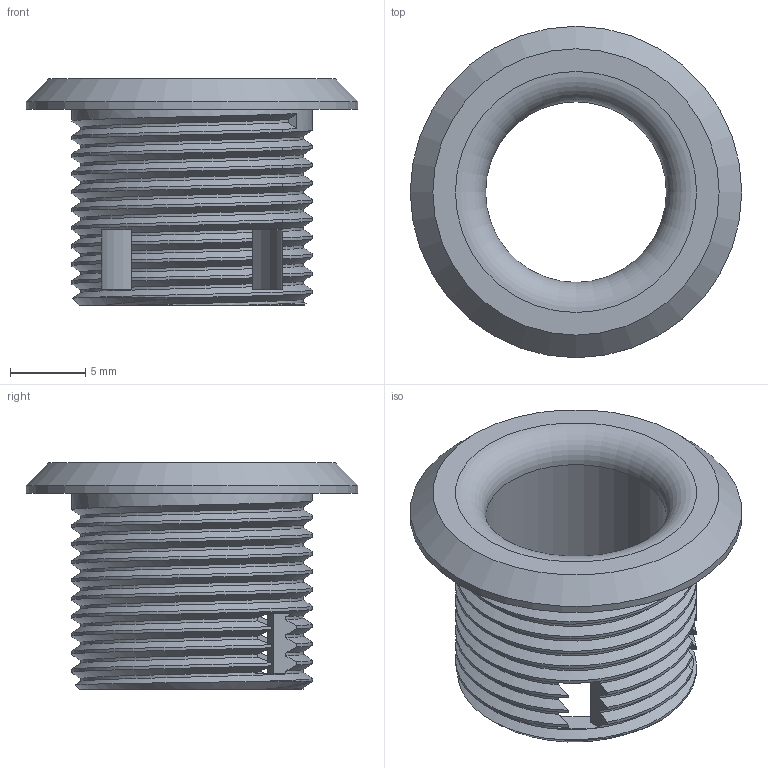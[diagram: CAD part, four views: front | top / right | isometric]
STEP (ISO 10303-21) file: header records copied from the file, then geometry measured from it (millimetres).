
FILE_DESCRIPTION(/* description */ ('STEP AP214'),/* implementation_level */ '2;1');
FILE_NAME(/* name */ '603a47c983511015a261f127',/* time_stamp */ '2021-02-27T13:23:22+00:00',/* author */ (''),/* organization */ (''),/* preprocessor_version */ 'ST-DEVELOPER v18.1',/* originating_system */ ' ',/* authorisation */ ' ');
FILE_SCHEMA (('AUTOMOTIVE_DESIGN {1 0 10303 214 3 1 1}'));
Length unit declared in the file: metre
Products named in the file (1): colar
Bounding box: 22 x 22 x 15 mm (x, y, z)
Volume: 1345.3 mm3; surface area: 2047.7 mm2
Topology: 1 solids, 1 shells, 54 faces, 158 edges, 103 vertices
Faces by surface type: cylinder 22, bspline 14, plane 14, torus 2, cone 2
Full cylindrical faces by diameter (mm): 12 x1, 16 x7, 22 x1
Entity records: 5969 total; most frequent: CARTESIAN_POINT 4893, ORIENTED_EDGE 264, DIRECTION 156, EDGE_CURVE 132, VERTEX_POINT 89, EDGE_LOOP 57, FACE_BOUND 57, AXIS2_PLACEMENT_3D 53
